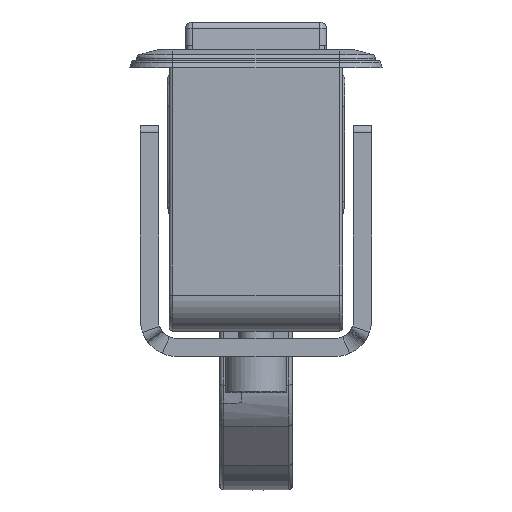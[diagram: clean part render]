
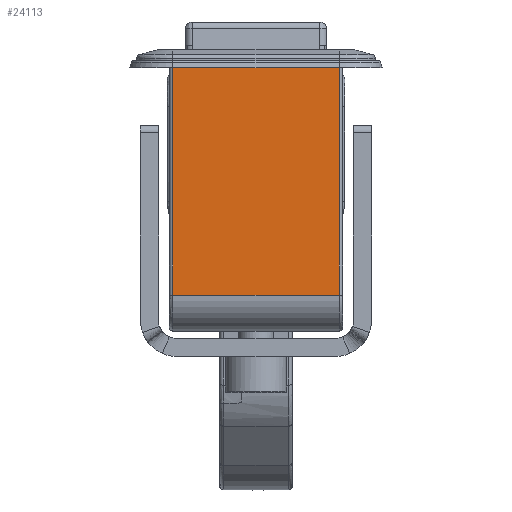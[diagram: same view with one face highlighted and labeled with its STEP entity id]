
A CAD part, front view. The second image highlights one B-rep face of the part: STEP entity #24113.
In plain terms, the highlighted planar face has unit normal (0, -1, 0).
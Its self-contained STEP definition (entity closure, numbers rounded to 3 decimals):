
#1826 = VECTOR ( 'NONE', #5795, 1000. ) ;
#1831 = LINE ( 'NONE', #5780, #1826 ) ;
#2241 = FACE_OUTER_BOUND ( 'NONE', #65642, .T. ) ;
#5780 = CARTESIAN_POINT ( 'NONE',  ( 11.5, -42., -35. ) ) ;
#5795 = DIRECTION ( 'NONE',  ( 0., 0., -1. ) ) ;
#13617 = VERTEX_POINT ( 'NONE', #68104 ) ;
#15915 = AXIS2_PLACEMENT_3D ( 'NONE', #27921, #28172, #28173 ) ;
#20794 = CARTESIAN_POINT ( 'NONE',  ( 11.5, -42., -30. ) ) ;
#20842 = CARTESIAN_POINT ( 'NONE',  ( 11.5, -42., 1.5 ) ) ;
#20847 = CARTESIAN_POINT ( 'NONE',  ( -11.5, -42., 1.5 ) ) ;
#22680 = EDGE_CURVE ( 'NONE', #67544, #67496, #1831, .T. ) ;
#24113 = ADVANCED_FACE ( 'NONE', ( #2241 ), #27917, .F. ) ;
#27917 = PLANE ( 'NONE',  #15915 ) ;
#27921 = CARTESIAN_POINT ( 'NONE',  ( 0., -42., -35. ) ) ;
#28172 = DIRECTION ( 'NONE',  ( 0., 1., 0. ) ) ;
#28173 = DIRECTION ( 'NONE',  ( 0., 0., 1. ) ) ;
#31152 = EDGE_CURVE ( 'NONE', #67549, #67544, #47047, .T. ) ;
#31227 = EDGE_CURVE ( 'NONE', #67496, #13617, #47132, .T. ) ;
#31229 = EDGE_CURVE ( 'NONE', #13617, #67549, #47125, .T. ) ;
#35350 = ORIENTED_EDGE ( 'NONE', *, *, #31229, .F. ) ;
#35352 = ORIENTED_EDGE ( 'NONE', *, *, #31227, .F. ) ;
#35355 = ORIENTED_EDGE ( 'NONE', *, *, #22680, .F. ) ;
#35357 = ORIENTED_EDGE ( 'NONE', *, *, #31152, .F. ) ;
#47043 = VECTOR ( 'NONE', #54820, 1000. ) ;
#47047 = LINE ( 'NONE', #54812, #47043 ) ;
#47125 = LINE ( 'NONE', #55227, #47131 ) ;
#47128 = VECTOR ( 'NONE', #55220, 1000. ) ;
#47131 = VECTOR ( 'NONE', #55228, 1000. ) ;
#47132 = LINE ( 'NONE', #55219, #47128 ) ;
#54812 = CARTESIAN_POINT ( 'NONE',  ( 0., -42., 1.5 ) ) ;
#54820 = DIRECTION ( 'NONE',  ( 1., 0., 0. ) ) ;
#55219 = CARTESIAN_POINT ( 'NONE',  ( 6., -42., -30. ) ) ;
#55220 = DIRECTION ( 'NONE',  ( -1., 0., 0. ) ) ;
#55227 = CARTESIAN_POINT ( 'NONE',  ( -11.5, -42., -16.5 ) ) ;
#55228 = DIRECTION ( 'NONE',  ( 0., 0., 1. ) ) ;
#65642 = EDGE_LOOP ( 'NONE', ( #35350, #35352, #35355, #35357 ) ) ;
#67496 = VERTEX_POINT ( 'NONE', #20794 ) ;
#67544 = VERTEX_POINT ( 'NONE', #20842 ) ;
#67549 = VERTEX_POINT ( 'NONE', #20847 ) ;
#68104 = CARTESIAN_POINT ( 'NONE',  ( -11.5, -42., -30. ) ) ;
